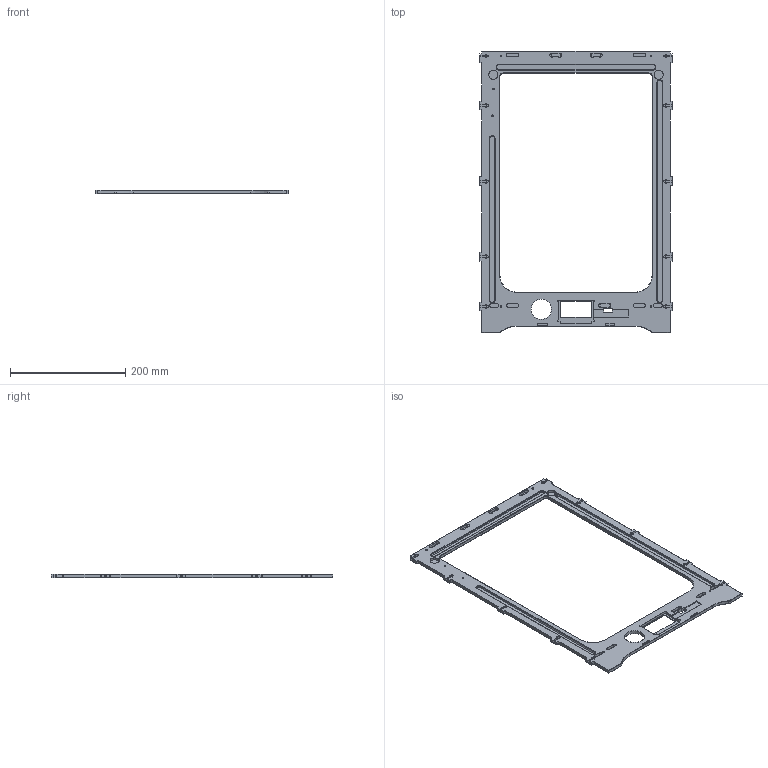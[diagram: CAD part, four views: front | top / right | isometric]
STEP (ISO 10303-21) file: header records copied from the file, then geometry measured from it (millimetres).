
FILE_DESCRIPTION (( 'STEP AP203' ), '1' );
FILE_NAME ('2185-F_4.step', '2017-06-13T12:15:16', ( '' ), ( '' ), 'SwSTEP 2.0', 'SolidWorks 2016', '' );
FILE_SCHEMA (( 'CONFIG_CONTROL_DESIGN' ));
Length unit declared in the file: millimetre
Products named in the file (1): 2185-F_4
Bounding box: 333.8 x 487.5 x 6 mm (x, y, z)
Volume: 275776.8 mm3; surface area: 330243.4 mm2
Topology: 3 solids, 3 shells, 981 faces, 2731 edges, 1774 vertices
Faces by surface type: plane 528, cylinder 337, cone 80, torus 36
Entity records: 31664 total; most frequent: CARTESIAN_POINT 5550, DIRECTION 5515, ORIENTED_EDGE 5462, EDGE_CURVE 2731, VECTOR 1869, LINE 1869, AXIS2_PLACEMENT_3D 1823, VERTEX_POINT 1774
